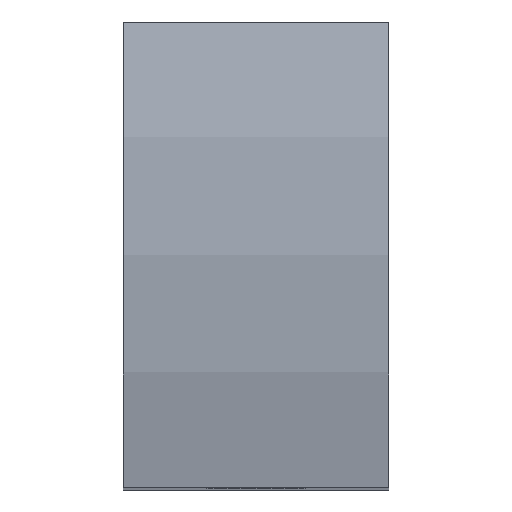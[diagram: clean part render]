
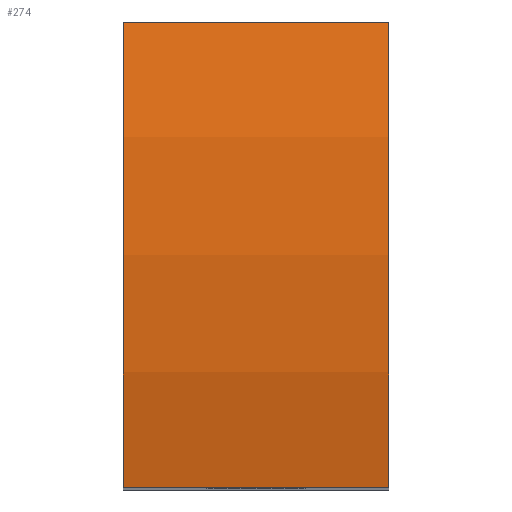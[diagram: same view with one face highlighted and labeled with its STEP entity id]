
A CAD part, top view. The second image highlights one B-rep face of the part: STEP entity #274.
In plain terms, the highlighted cylindrical face has radius 13.946 mm (diameter 27.893 mm), a partial arc.
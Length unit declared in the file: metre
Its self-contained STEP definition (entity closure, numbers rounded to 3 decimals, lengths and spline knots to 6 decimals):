
#13=CYLINDRICAL_SURFACE('',#309,0.013946);
#24=LINE('',#439,#40);
#27=LINE('',#449,#43);
#40=VECTOR('',#349,1.);
#43=VECTOR('',#360,1.);
#68=ORIENTED_EDGE('',*,*,#134,.F.);
#69=ORIENTED_EDGE('',*,*,#127,.F.);
#70=ORIENTED_EDGE('',*,*,#135,.T.);
#71=ORIENTED_EDGE('',*,*,#132,.T.);
#127=EDGE_CURVE('',#161,#159,#24,.T.);
#132=EDGE_CURVE('',#165,#164,#27,.T.);
#134=EDGE_CURVE('',#159,#164,#186,.T.);
#135=EDGE_CURVE('',#161,#165,#187,.T.);
#159=VERTEX_POINT('',#434);
#161=VERTEX_POINT('',#438);
#164=VERTEX_POINT('',#448);
#165=VERTEX_POINT('',#450);
#186=CIRCLE('',#310,0.013946);
#187=CIRCLE('',#311,0.013946);
#205=EDGE_LOOP('',(#68,#69,#70,#71));
#237=FACE_BOUND('',#205,.T.);
#274=ADVANCED_FACE('',(#237),#13,.T.);
#309=AXIS2_PLACEMENT_3D('',#452,#362,#363);
#310=AXIS2_PLACEMENT_3D('',#453,#364,#365);
#311=AXIS2_PLACEMENT_3D('',#454,#366,#367);
#349=DIRECTION('',(-1.,0.,0.));
#360=DIRECTION('',(-1.,0.,0.));
#362=DIRECTION('',(-1.,0.,0.));
#363=DIRECTION('',(0.,0.,1.));
#364=DIRECTION('',(-1.,0.,0.));
#365=DIRECTION('',(0.,0.,-1.));
#366=DIRECTION('',(-1.,0.,0.));
#367=DIRECTION('',(0.,0.,-1.));
#434=CARTESIAN_POINT('',(0.146125,0.052,-0.027889));
#438=CARTESIAN_POINT('',(0.150125,0.052,-0.027889));
#439=CARTESIAN_POINT('',(0.150125,0.052,-0.027889));
#448=CARTESIAN_POINT('',(0.146125,0.059,-0.027889));
#449=CARTESIAN_POINT('',(0.150125,0.059,-0.027889));
#450=CARTESIAN_POINT('',(0.150125,0.059,-0.027889));
#452=CARTESIAN_POINT('',(0.150125,0.0555,-0.041389));
#453=CARTESIAN_POINT('',(0.146125,0.0555,-0.041389));
#454=CARTESIAN_POINT('',(0.150125,0.0555,-0.041389));
